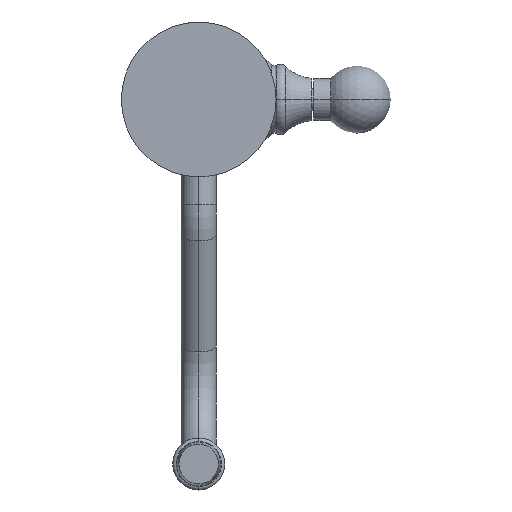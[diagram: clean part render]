
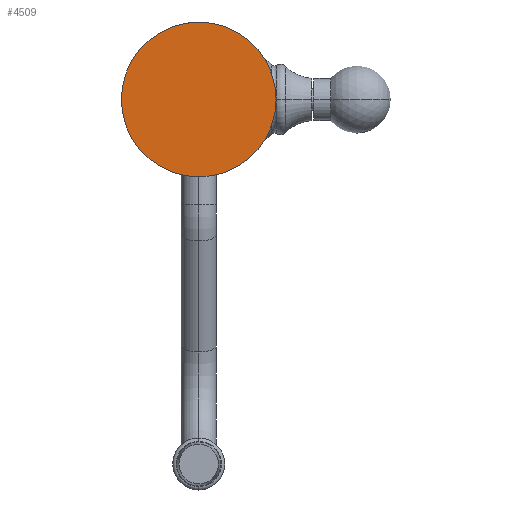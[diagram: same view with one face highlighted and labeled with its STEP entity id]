
A CAD part, front view. The second image highlights one B-rep face of the part: STEP entity #4509.
In plain terms, the highlighted planar face has unit normal (0, -1, 0).
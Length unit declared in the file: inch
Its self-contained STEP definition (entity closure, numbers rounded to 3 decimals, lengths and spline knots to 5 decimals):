
#2=CARTESIAN_POINT('',(0.,0.,0.));
#3=DIRECTION('',(0.,-1.,0.));
#4=DIRECTION('',(1.,0.,0.));
#5=AXIS2_PLACEMENT_3D('',#2,#3,#4);
#17=CARTESIAN_POINT('',(0.,0.,0.));
#18=DIRECTION('',(0.,1.,0.));
#19=DIRECTION('',(1.,0.,0.));
#20=AXIS2_PLACEMENT_3D('',#17,#18,#19);
#1690=CARTESIAN_POINT('',(1.1,0.,0.));
#1692=VERTEX_POINT('',#1690);
#1694=CARTESIAN_POINT('',(-1.1,0.,0.));
#1696=VERTEX_POINT('',#1694);
#4500=CARTESIAN_POINT('',(0.,0.,0.));
#4501=DIRECTION('',(0.,-1.,0.));
#4502=DIRECTION('',(-1.,0.,0.));
#4503=AXIS2_PLACEMENT_3D('',#4500,#4501,#4502);
#4504=PLANE('',#4503);
#4505=ORIENTED_EDGE('',*,*,#2071,.F.);
#4506=ORIENTED_EDGE('',*,*,#2089,.T.);
#4507=EDGE_LOOP('',(#4505,#4506));
#4508=FACE_OUTER_BOUND('',#4507,.F.);
#4509=ADVANCED_FACE('',(#4508),#4504,.T.);
#6=CIRCLE('',#5,1.1);
#21=CIRCLE('',#20,1.1);
#2071=EDGE_CURVE('',#1692,#1696,#6,.T.);
#2089=EDGE_CURVE('',#1692,#1696,#21,.T.);
